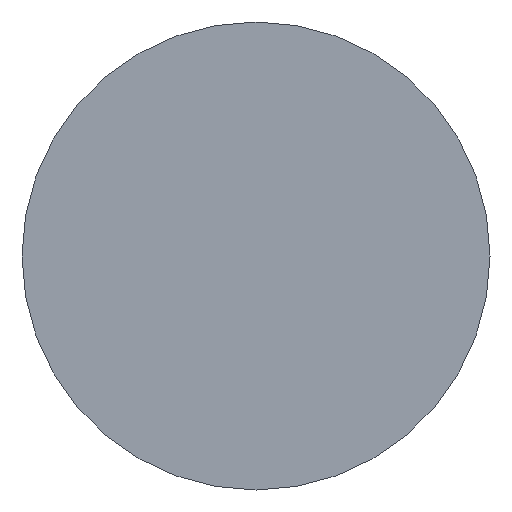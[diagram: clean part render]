
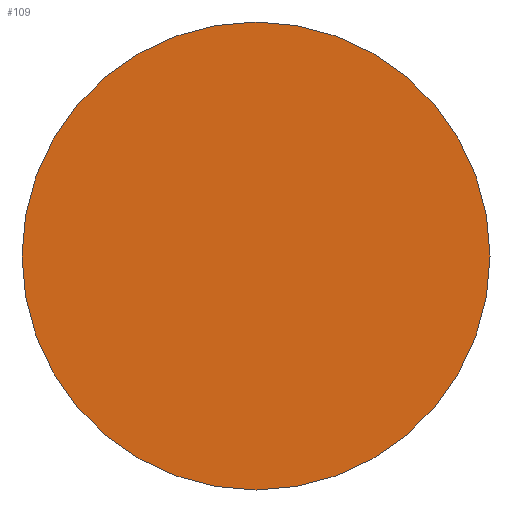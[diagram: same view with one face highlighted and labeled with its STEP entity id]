
A CAD part, left-side view. The second image highlights one B-rep face of the part: STEP entity #109.
In plain terms, the highlighted planar face has unit normal (-1, 0, 0).
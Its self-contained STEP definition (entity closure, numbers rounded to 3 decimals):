
#5 = CIRCLE ( 'NONE', #137, 6.35 ) ;
#6 = EDGE_LOOP ( 'NONE', ( #37, #98 ) ) ;
#12 = DIRECTION ( 'NONE',  ( 0., 0., -1. ) ) ;
#18 = DIRECTION ( 'NONE',  ( -1., 0., 0. ) ) ;
#33 = AXIS2_PLACEMENT_3D ( 'NONE', #180, #18, #144 ) ;
#37 = ORIENTED_EDGE ( 'NONE', *, *, #164, .T. ) ;
#47 = CARTESIAN_POINT ( 'NONE',  ( 458.395, 88.534, 0. ) ) ;
#49 = AXIS2_PLACEMENT_3D ( 'NONE', #80, #159, #12 ) ;
#63 = PLANE ( 'NONE',  #49 ) ;
#73 = CARTESIAN_POINT ( 'NONE',  ( 458.395, 88.534, 6.35 ) ) ;
#80 = CARTESIAN_POINT ( 'NONE',  ( 458.395, 88.534, 0. ) ) ;
#85 = VERTEX_POINT ( 'NONE', #186 ) ;
#98 = ORIENTED_EDGE ( 'NONE', *, *, #131, .T. ) ;
#109 = ADVANCED_FACE ( 'NONE', ( #143 ), #63, .F. ) ;
#131 = EDGE_CURVE ( 'NONE', #85, #185, #5, .T. ) ;
#136 = DIRECTION ( 'NONE',  ( -1., 0., 0. ) ) ;
#137 = AXIS2_PLACEMENT_3D ( 'NONE', #47, #136, #151 ) ;
#143 = FACE_OUTER_BOUND ( 'NONE', #6, .T. ) ;
#144 = DIRECTION ( 'NONE',  ( 0., 0., 1. ) ) ;
#151 = DIRECTION ( 'NONE',  ( 0., 0., 1. ) ) ;
#159 = DIRECTION ( 'NONE',  ( 1., 0., 0. ) ) ;
#164 = EDGE_CURVE ( 'NONE', #185, #85, #168, .T. ) ;
#168 = CIRCLE ( 'NONE', #33, 6.35 ) ;
#180 = CARTESIAN_POINT ( 'NONE',  ( 458.395, 88.534, 0. ) ) ;
#185 = VERTEX_POINT ( 'NONE', #73 ) ;
#186 = CARTESIAN_POINT ( 'NONE',  ( 458.395, 88.534, -6.35 ) ) ;
